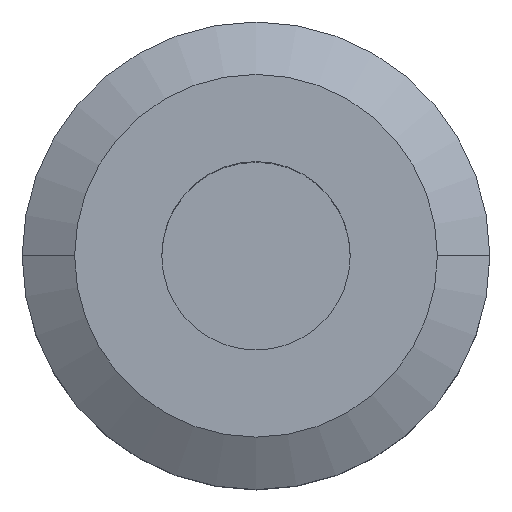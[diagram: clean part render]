
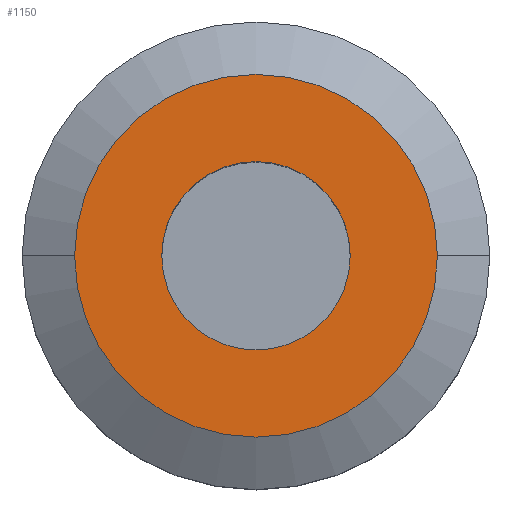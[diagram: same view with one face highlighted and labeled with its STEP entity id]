
A CAD part, top view. The second image highlights one B-rep face of the part: STEP entity #1150.
In plain terms, the highlighted planar face has unit normal (0, 0, 1).
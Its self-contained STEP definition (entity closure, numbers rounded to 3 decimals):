
#1 = EDGE_LOOP ( 'NONE', ( #1569, #1521 ) ) ;
#23 = EDGE_CURVE ( 'NONE', #342, #618, #1247, .T. ) ;
#56 = DIRECTION ( 'NONE',  ( 0., 0., -1. ) ) ;
#98 = DIRECTION ( 'NONE',  ( 0., 0., -1. ) ) ;
#213 = EDGE_LOOP ( 'NONE', ( #1366, #578 ) ) ;
#233 = FACE_BOUND ( 'NONE', #213, .T. ) ;
#324 = CARTESIAN_POINT ( 'NONE',  ( 10., 0., 70. ) ) ;
#342 = VERTEX_POINT ( 'NONE', #324 ) ;
#378 = DIRECTION ( 'NONE',  ( 0., 0., -1. ) ) ;
#456 = CIRCLE ( 'NONE', #714, 19.25 ) ;
#504 = CARTESIAN_POINT ( 'NONE',  ( -10., 0., 70. ) ) ;
#512 = CARTESIAN_POINT ( 'NONE',  ( 0., 0., 70. ) ) ;
#567 = PLANE ( 'NONE',  #672 ) ;
#577 = DIRECTION ( 'NONE',  ( 0., 0., 1. ) ) ;
#578 = ORIENTED_EDGE ( 'NONE', *, *, #23, .T. ) ;
#603 = CARTESIAN_POINT ( 'NONE',  ( 0., 0., 70. ) ) ;
#609 = EDGE_CURVE ( 'NONE', #618, #342, #898, .T. ) ;
#618 = VERTEX_POINT ( 'NONE', #504 ) ;
#672 = AXIS2_PLACEMENT_3D ( 'NONE', #993, #577, #1557 ) ;
#714 = AXIS2_PLACEMENT_3D ( 'NONE', #512, #56, #748 ) ;
#748 = DIRECTION ( 'NONE',  ( -1., 0., 0. ) ) ;
#874 = EDGE_CURVE ( 'NONE', #1644, #1057, #456, .T. ) ;
#887 = CIRCLE ( 'NONE', #1441, 19.25 ) ;
#898 = CIRCLE ( 'NONE', #1619, 10. ) ;
#985 = CARTESIAN_POINT ( 'NONE',  ( -19.25, 0., 70. ) ) ;
#993 = CARTESIAN_POINT ( 'NONE',  ( 0., 19.25, 70. ) ) ;
#1057 = VERTEX_POINT ( 'NONE', #1475 ) ;
#1065 = CARTESIAN_POINT ( 'NONE',  ( 0., 0., 70. ) ) ;
#1116 = EDGE_CURVE ( 'NONE', #1057, #1644, #887, .T. ) ;
#1134 = AXIS2_PLACEMENT_3D ( 'NONE', #1786, #98, #1352 ) ;
#1150 = ADVANCED_FACE ( 'NONE', ( #233, #1637 ), #567, .T. ) ;
#1247 = CIRCLE ( 'NONE', #1134, 10. ) ;
#1337 = DIRECTION ( 'NONE',  ( 0., 0., -1. ) ) ;
#1352 = DIRECTION ( 'NONE',  ( -1., 0., 0. ) ) ;
#1366 = ORIENTED_EDGE ( 'NONE', *, *, #609, .T. ) ;
#1420 = DIRECTION ( 'NONE',  ( -1., 0., 0. ) ) ;
#1441 = AXIS2_PLACEMENT_3D ( 'NONE', #603, #378, #1420 ) ;
#1475 = CARTESIAN_POINT ( 'NONE',  ( 19.25, 0., 70. ) ) ;
#1521 = ORIENTED_EDGE ( 'NONE', *, *, #1116, .F. ) ;
#1557 = DIRECTION ( 'NONE',  ( 1., 0., 0. ) ) ;
#1569 = ORIENTED_EDGE ( 'NONE', *, *, #874, .F. ) ;
#1619 = AXIS2_PLACEMENT_3D ( 'NONE', #1065, #1337, #1632 ) ;
#1632 = DIRECTION ( 'NONE',  ( -1., 0., 0. ) ) ;
#1637 = FACE_OUTER_BOUND ( 'NONE', #1, .T. ) ;
#1644 = VERTEX_POINT ( 'NONE', #985 ) ;
#1786 = CARTESIAN_POINT ( 'NONE',  ( 0., 0., 70. ) ) ;
